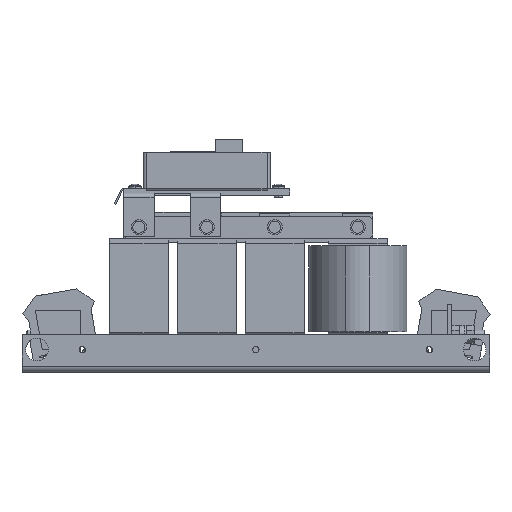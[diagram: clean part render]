
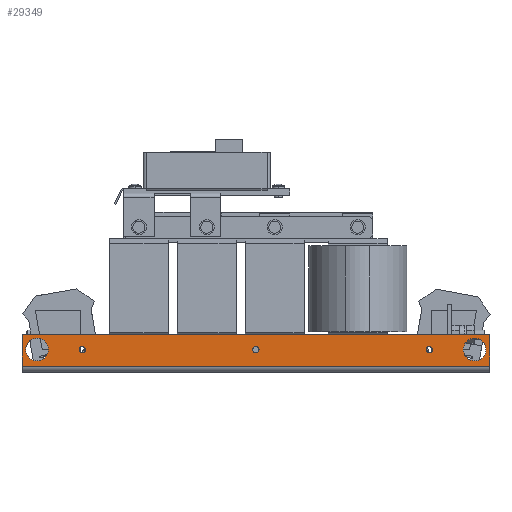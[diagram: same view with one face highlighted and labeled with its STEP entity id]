
A CAD part, top view. The second image highlights one B-rep face of the part: STEP entity #29349.
In plain terms, the highlighted planar face has unit normal (0, 0, 1).
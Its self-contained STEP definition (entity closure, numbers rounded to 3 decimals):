
#208 = EDGE_LOOP ( 'NONE', ( #16338, #8099 ) ) ;
#440 = CARTESIAN_POINT ( 'NONE',  ( 130., 0., 50.8 ) ) ;
#542 = CARTESIAN_POINT ( 'NONE',  ( 170., -11., 50.8 ) ) ;
#611 = EDGE_CURVE ( 'NONE', #4854, #24751, #2190, .T. ) ;
#1702 = ORIENTED_EDGE ( 'NONE', *, *, #30963, .T. ) ;
#1846 = DIRECTION ( 'NONE',  ( 0., -1., 0. ) ) ;
#2190 = CIRCLE ( 'NONE', #12885, 2.1 ) ;
#2268 = CARTESIAN_POINT ( 'NONE',  ( 15., -2.1, 50.8 ) ) ;
#2333 = CARTESIAN_POINT ( 'NONE',  ( 160., 0., 50.8 ) ) ;
#2960 = DIRECTION ( 'NONE',  ( 0., 0., -1. ) ) ;
#2964 = CIRCLE ( 'NONE', #21587, 2.1 ) ;
#3342 = CIRCLE ( 'NONE', #21812, 2.1 ) ;
#3401 = DIRECTION ( 'NONE',  ( 0., -1., 0. ) ) ;
#4016 = EDGE_CURVE ( 'NONE', #18377, #12782, #13209, .T. ) ;
#4854 = VERTEX_POINT ( 'NONE', #8680 ) ;
#4924 = CIRCLE ( 'NONE', #26000, 2.1 ) ;
#5269 = DIRECTION ( 'NONE',  ( -1., 0., 0. ) ) ;
#5283 = DIRECTION ( 'NONE',  ( 0., 0., -1. ) ) ;
#5295 = CARTESIAN_POINT ( 'NONE',  ( 170., 10., 50.8 ) ) ;
#5685 = AXIS2_PLACEMENT_3D ( 'NONE', #18337, #14216, #21181 ) ;
#5778 = DIRECTION ( 'NONE',  ( 0., -1., 0. ) ) ;
#5948 = CARTESIAN_POINT ( 'NONE',  ( -130., 0., 50.8 ) ) ;
#6157 = CARTESIAN_POINT ( 'NONE',  ( 170., -11., 50.8 ) ) ;
#6203 = CIRCLE ( 'NONE', #23312, 7.5 ) ;
#6248 = DIRECTION ( 'NONE',  ( 0., 0., -1. ) ) ;
#6530 = VECTOR ( 'NONE', #5778, 1000. ) ;
#6772 = CARTESIAN_POINT ( 'NONE',  ( 167.5, 0., 50.8 ) ) ;
#7045 = VERTEX_POINT ( 'NONE', #21684 ) ;
#7924 = ORIENTED_EDGE ( 'NONE', *, *, #611, .T. ) ;
#8008 = VECTOR ( 'NONE', #10470, 1000. ) ;
#8055 = VERTEX_POINT ( 'NONE', #20226 ) ;
#8099 = ORIENTED_EDGE ( 'NONE', *, *, #18598, .T. ) ;
#8680 = CARTESIAN_POINT ( 'NONE',  ( 15., 2.1, 50.8 ) ) ;
#8837 = ORIENTED_EDGE ( 'NONE', *, *, #20530, .T. ) ;
#9094 = EDGE_LOOP ( 'NONE', ( #22588, #17022 ) ) ;
#9191 = VERTEX_POINT ( 'NONE', #20602 ) ;
#9974 = LINE ( 'NONE', #20267, #8008 ) ;
#10131 = DIRECTION ( 'NONE',  ( 0., 0., -1. ) ) ;
#10230 = FACE_BOUND ( 'NONE', #9094, .T. ) ;
#10231 = CARTESIAN_POINT ( 'NONE',  ( 15., 0., 50.8 ) ) ;
#10470 = DIRECTION ( 'NONE',  ( -1., 0., 0. ) ) ;
#10890 = CIRCLE ( 'NONE', #25330, 2.1 ) ;
#10998 = DIRECTION ( 'NONE',  ( 0., 0., 1. ) ) ;
#11661 = FACE_BOUND ( 'NONE', #21170, .T. ) ;
#11817 = FACE_OUTER_BOUND ( 'NONE', #13833, .T. ) ;
#11873 = FACE_BOUND ( 'NONE', #208, .T. ) ;
#12201 = DIRECTION ( 'NONE',  ( -1., 0., 0. ) ) ;
#12782 = VERTEX_POINT ( 'NONE', #6157 ) ;
#12858 = CARTESIAN_POINT ( 'NONE',  ( -100., 2.1, 50.8 ) ) ;
#12885 = AXIS2_PLACEMENT_3D ( 'NONE', #10231, #5283, #27673 ) ;
#13194 = FACE_BOUND ( 'NONE', #26263, .T. ) ;
#13209 = LINE ( 'NONE', #20514, #6530 ) ;
#13301 = ORIENTED_EDGE ( 'NONE', *, *, #19656, .T. ) ;
#13538 = DIRECTION ( 'NONE',  ( -1., 0., 0. ) ) ;
#13640 = DIRECTION ( 'NONE',  ( 0., 0., -1. ) ) ;
#13833 = EDGE_LOOP ( 'NONE', ( #28622, #27548, #14382, #23822 ) ) ;
#13858 = EDGE_CURVE ( 'NONE', #30610, #8055, #4924, .T. ) ;
#14216 = DIRECTION ( 'NONE',  ( 0., 0., -1. ) ) ;
#14382 = ORIENTED_EDGE ( 'NONE', *, *, #4016, .F. ) ;
#14815 = ORIENTED_EDGE ( 'NONE', *, *, #31251, .T. ) ;
#15249 = EDGE_CURVE ( 'NONE', #18377, #15374, #9974, .T. ) ;
#15374 = VERTEX_POINT ( 'NONE', #28450 ) ;
#15573 = PLANE ( 'NONE',  #30550 ) ;
#15723 = VERTEX_POINT ( 'NONE', #17398 ) ;
#16338 = ORIENTED_EDGE ( 'NONE', *, *, #13858, .T. ) ;
#16674 = LINE ( 'NONE', #542, #21736 ) ;
#16847 = DIRECTION ( 'NONE',  ( 0., 0., -1. ) ) ;
#16949 = FACE_BOUND ( 'NONE', #24933, .T. ) ;
#17022 = ORIENTED_EDGE ( 'NONE', *, *, #30787, .T. ) ;
#17291 = DIRECTION ( 'NONE',  ( 0., -1., 0. ) ) ;
#17398 = CARTESIAN_POINT ( 'NONE',  ( -122.5, 0., 50.8 ) ) ;
#17879 = DIRECTION ( 'NONE',  ( 0., 0., -1. ) ) ;
#18139 = VERTEX_POINT ( 'NONE', #6772 ) ;
#18337 = CARTESIAN_POINT ( 'NONE',  ( 160., 0., 50.8 ) ) ;
#18377 = VERTEX_POINT ( 'NONE', #5295 ) ;
#18598 = EDGE_CURVE ( 'NONE', #8055, #30610, #27711, .T. ) ;
#19025 = DIRECTION ( 'NONE',  ( 0., -1., 0. ) ) ;
#19061 = EDGE_CURVE ( 'NONE', #25396, #15374, #26136, .T. ) ;
#19567 = DIRECTION ( 'NONE',  ( 0., 0., -1. ) ) ;
#19656 = EDGE_CURVE ( 'NONE', #24751, #4854, #10890, .T. ) ;
#20199 = CARTESIAN_POINT ( 'NONE',  ( -140., -15., 50.8 ) ) ;
#20226 = CARTESIAN_POINT ( 'NONE',  ( 130., 2.1, 50.8 ) ) ;
#20267 = CARTESIAN_POINT ( 'NONE',  ( 15., 10., 50.8 ) ) ;
#20447 = DIRECTION ( 'NONE',  ( 0., -1., 0. ) ) ;
#20514 = CARTESIAN_POINT ( 'NONE',  ( 170., -15., 50.8 ) ) ;
#20530 = EDGE_CURVE ( 'NONE', #7045, #22491, #2964, .T. ) ;
#20602 = CARTESIAN_POINT ( 'NONE',  ( 152.5, 0., 50.8 ) ) ;
#20608 = CIRCLE ( 'NONE', #5685, 7.5 ) ;
#20692 = CARTESIAN_POINT ( 'NONE',  ( 15., -12., 50.8 ) ) ;
#20811 = EDGE_CURVE ( 'NONE', #9191, #18139, #20608, .T. ) ;
#21125 = EDGE_CURVE ( 'NONE', #22491, #7045, #3342, .T. ) ;
#21170 = EDGE_LOOP ( 'NONE', ( #13301, #7924 ) ) ;
#21181 = DIRECTION ( 'NONE',  ( -1., 0., 0. ) ) ;
#21587 = AXIS2_PLACEMENT_3D ( 'NONE', #31342, #6248, #19025 ) ;
#21684 = CARTESIAN_POINT ( 'NONE',  ( -100., -2.1, 50.8 ) ) ;
#21736 = VECTOR ( 'NONE', #5269, 1000. ) ;
#21812 = AXIS2_PLACEMENT_3D ( 'NONE', #24577, #16847, #1846 ) ;
#22002 = CARTESIAN_POINT ( 'NONE',  ( 130., 0., 50.8 ) ) ;
#22125 = CARTESIAN_POINT ( 'NONE',  ( 130., -2.1, 50.8 ) ) ;
#22491 = VERTEX_POINT ( 'NONE', #12858 ) ;
#22588 = ORIENTED_EDGE ( 'NONE', *, *, #20811, .T. ) ;
#22603 = DIRECTION ( 'NONE',  ( 0., 1., 0. ) ) ;
#23312 = AXIS2_PLACEMENT_3D ( 'NONE', #5948, #13640, #13538 ) ;
#23343 = CARTESIAN_POINT ( 'NONE',  ( -137.5, 0., 50.8 ) ) ;
#23822 = ORIENTED_EDGE ( 'NONE', *, *, #15249, .T. ) ;
#24184 = CIRCLE ( 'NONE', #30798, 7.5 ) ;
#24407 = DIRECTION ( 'NONE',  ( 0., 0., -1. ) ) ;
#24526 = ORIENTED_EDGE ( 'NONE', *, *, #21125, .T. ) ;
#24577 = CARTESIAN_POINT ( 'NONE',  ( -100., 0., 50.8 ) ) ;
#24751 = VERTEX_POINT ( 'NONE', #2268 ) ;
#24932 = CIRCLE ( 'NONE', #24970, 7.5 ) ;
#24933 = EDGE_LOOP ( 'NONE', ( #8837, #24526 ) ) ;
#24970 = AXIS2_PLACEMENT_3D ( 'NONE', #29612, #19567, #12201 ) ;
#25284 = AXIS2_PLACEMENT_3D ( 'NONE', #440, #2960, #20447 ) ;
#25330 = AXIS2_PLACEMENT_3D ( 'NONE', #30303, #17879, #27475 ) ;
#25396 = VERTEX_POINT ( 'NONE', #32152 ) ;
#26000 = AXIS2_PLACEMENT_3D ( 'NONE', #22002, #24407, #17291 ) ;
#26136 = LINE ( 'NONE', #20199, #28079 ) ;
#26263 = EDGE_LOOP ( 'NONE', ( #1702, #14815 ) ) ;
#27475 = DIRECTION ( 'NONE',  ( 0., -1., 0. ) ) ;
#27548 = ORIENTED_EDGE ( 'NONE', *, *, #32082, .F. ) ;
#27580 = DIRECTION ( 'NONE',  ( -1., 0., 0. ) ) ;
#27673 = DIRECTION ( 'NONE',  ( 0., -1., 0. ) ) ;
#27711 = CIRCLE ( 'NONE', #25284, 2.1 ) ;
#28079 = VECTOR ( 'NONE', #22603, 1000. ) ;
#28450 = CARTESIAN_POINT ( 'NONE',  ( -140., 10., 50.8 ) ) ;
#28622 = ORIENTED_EDGE ( 'NONE', *, *, #19061, .F. ) ;
#29349 = ADVANCED_FACE ( 'NONE', ( #16949, #11661, #11873, #13194, #10230, #11817 ), #15573, .T. ) ;
#29612 = CARTESIAN_POINT ( 'NONE',  ( -130., 0., 50.8 ) ) ;
#30303 = CARTESIAN_POINT ( 'NONE',  ( 15., 0., 50.8 ) ) ;
#30550 = AXIS2_PLACEMENT_3D ( 'NONE', #20692, #10998, #3401 ) ;
#30610 = VERTEX_POINT ( 'NONE', #22125 ) ;
#30787 = EDGE_CURVE ( 'NONE', #18139, #9191, #24184, .T. ) ;
#30798 = AXIS2_PLACEMENT_3D ( 'NONE', #2333, #10131, #27580 ) ;
#30963 = EDGE_CURVE ( 'NONE', #31639, #15723, #6203, .T. ) ;
#31251 = EDGE_CURVE ( 'NONE', #15723, #31639, #24932, .T. ) ;
#31342 = CARTESIAN_POINT ( 'NONE',  ( -100., 0., 50.8 ) ) ;
#31639 = VERTEX_POINT ( 'NONE', #23343 ) ;
#32082 = EDGE_CURVE ( 'NONE', #12782, #25396, #16674, .T. ) ;
#32152 = CARTESIAN_POINT ( 'NONE',  ( -140., -11., 50.8 ) ) ;
